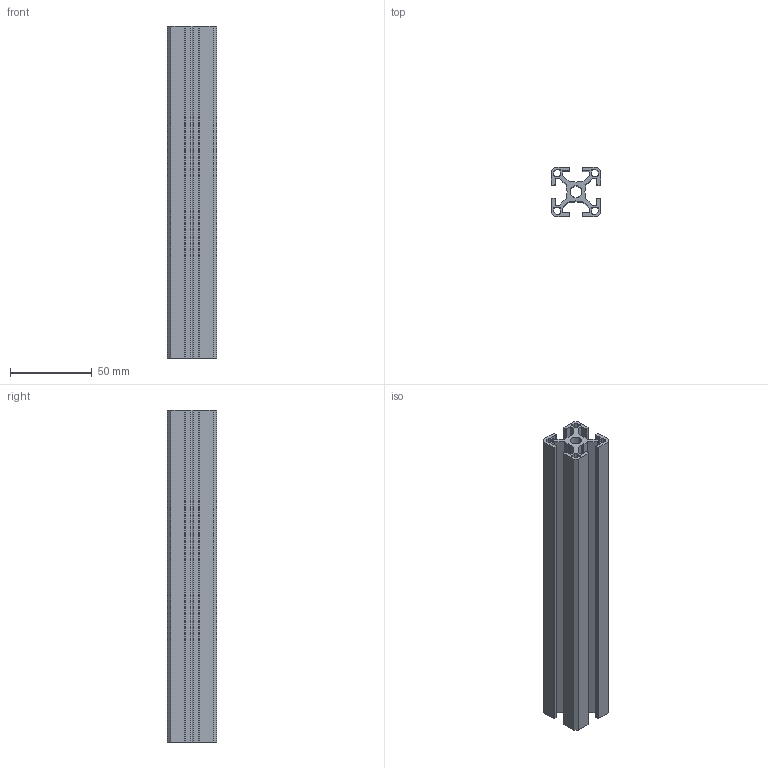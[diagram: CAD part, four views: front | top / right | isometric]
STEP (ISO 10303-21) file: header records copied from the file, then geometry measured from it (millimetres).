
FILE_DESCRIPTION (( 'STEP AP203' ), '1' );
FILE_NAME ('30-3030C.step', '2022-09-20T12:19:36', ( '' ), ( '' ), 'SwSTEP 2.0', 'SolidWorks 2021', '' );
FILE_SCHEMA (( 'CONFIG_CONTROL_DESIGN' ));
Length unit declared in the file: millimetre
Products named in the file (1): 30-3030C
Bounding box: 30 x 30 x 203.2 mm (x, y, z)
Volume: 67271.7 mm3; surface area: 64607.8 mm2
Topology: 1 solids, 1 shells, 112 faces, 330 edges, 220 vertices
Faces by surface type: plane 82, cylinder 30
Entity records: 3811 total; most frequent: CARTESIAN_POINT 663, ORIENTED_EDGE 660, DIRECTION 616, EDGE_CURVE 330, VECTOR 270, LINE 270, VERTEX_POINT 220, AXIS2_PLACEMENT_3D 173
